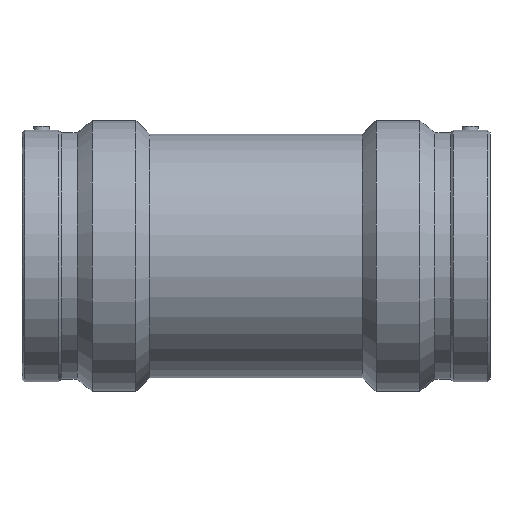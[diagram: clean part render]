
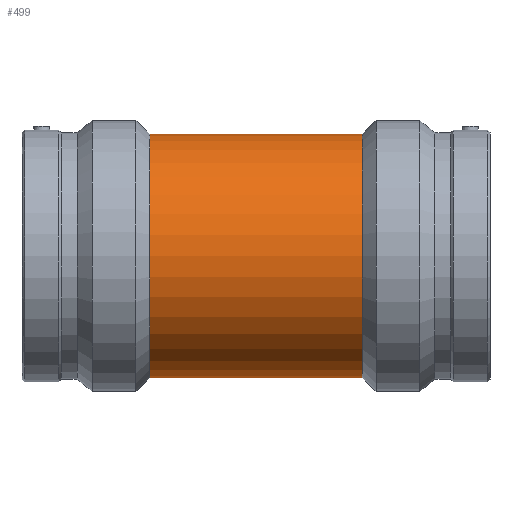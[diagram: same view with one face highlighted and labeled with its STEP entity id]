
A CAD part, top view. The second image highlights one B-rep face of the part: STEP entity #499.
In plain terms, the highlighted cylindrical face has radius 117.45 mm (diameter 234.9 mm), a full revolution.
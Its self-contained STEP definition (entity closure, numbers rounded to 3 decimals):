
#30=B_SPLINE_CURVE_WITH_KNOTS('',3,(#865,#866,#867,#868,#869,#870,#871,
#872,#873,#874,#875,#876,#877,#878,#879,#880,#881,#882,#883,#884,#885,#886,
#887,#888,#889,#890,#891,#892,#893,#894,#895,#896,#897,#898,#899,#900,#901,
#902,#903,#904,#905,#906,#907,#908,#909,#910,#911,#912,#913,#914,#915,#916,
#917,#918,#919,#920,#921,#922,#923,#924,#925,#926,#927,#928,#929,#930),
 .UNSPECIFIED.,.T.,.F.,(4,2,2,2,2,2,2,2,2,2,2,2,2,2,2,2,2,2,2,2,2,2,2,2,
2,2,2,2,2,2,2,2,4),(0.,1.11,2.221,3.331,
4.442,5.55,6.657,7.765,8.873,
9.98,11.088,12.196,13.303,14.414,
15.524,16.635,17.745,18.856,19.966,
21.077,22.187,23.295,24.403,25.51,
26.618,27.726,28.833,29.941,31.049,
32.159,33.27,34.38,35.491),
 .UNSPECIFIED.);
#69=FACE_BOUND('',#187,.T.);
#70=FACE_BOUND('',#188,.T.);
#117=FACE_OUTER_BOUND('',#186,.T.);
#186=EDGE_LOOP('',(#412));
#187=EDGE_LOOP('',(#413));
#188=EDGE_LOOP('',(#414));
#251=CIRCLE('',#568,117.45);
#252=CIRCLE('',#570,117.45);
#276=VERTEX_POINT('',#864);
#297=VERTEX_POINT('',#1058);
#298=VERTEX_POINT('',#1061);
#322=EDGE_CURVE('',#276,#276,#30,.T.);
#343=EDGE_CURVE('',#297,#297,#251,.T.);
#344=EDGE_CURVE('',#298,#298,#252,.T.);
#412=ORIENTED_EDGE('',*,*,#343,.T.);
#413=ORIENTED_EDGE('',*,*,#322,.T.);
#414=ORIENTED_EDGE('',*,*,#344,.F.);
#465=CYLINDRICAL_SURFACE('',#569,117.45);
#499=ADVANCED_FACE('',(#117,#69,#70),#465,.T.);
#568=AXIS2_PLACEMENT_3D('',#1059,#704,#705);
#569=AXIS2_PLACEMENT_3D('',#1060,#706,#707);
#570=AXIS2_PLACEMENT_3D('',#1062,#708,#709);
#704=DIRECTION('center_axis',(1.,0.,0.));
#705=DIRECTION('ref_axis',(0.,0.,-1.));
#706=DIRECTION('center_axis',(1.,0.,0.));
#707=DIRECTION('ref_axis',(0.,1.,0.));
#708=DIRECTION('center_axis',(1.,0.,0.));
#709=DIRECTION('ref_axis',(0.,0.,-1.));
#864=CARTESIAN_POINT('',(0.,-57.75,-102.271));
#865=CARTESIAN_POINT('Ctrl Pts',(0.,-57.75,-102.271));
#866=CARTESIAN_POINT('Ctrl Pts',(3.702,-57.75,-102.271));
#867=CARTESIAN_POINT('Ctrl Pts',(7.503,-57.388,-102.478));
#868=CARTESIAN_POINT('Ctrl Pts',(15.019,-55.894,-103.301));
#869=CARTESIAN_POINT('Ctrl Pts',(18.733,-54.762,-103.915));
#870=CARTESIAN_POINT('Ctrl Pts',(25.821,-51.799,-105.424));
#871=CARTESIAN_POINT('Ctrl Pts',(29.203,-49.965,-106.317));
#872=CARTESIAN_POINT('Ctrl Pts',(35.444,-45.749,-108.198));
#873=CARTESIAN_POINT('Ctrl Pts',(38.304,-43.367,-109.184));
#874=CARTESIAN_POINT('Ctrl Pts',(43.361,-38.31,-111.059));
#875=CARTESIAN_POINT('Ctrl Pts',(45.742,-35.453,-112.018));
#876=CARTESIAN_POINT('Ctrl Pts',(49.96,-29.211,-113.806));
#877=CARTESIAN_POINT('Ctrl Pts',(51.797,-25.825,-114.633));
#878=CARTESIAN_POINT('Ctrl Pts',(54.765,-18.727,-116.004));
#879=CARTESIAN_POINT('Ctrl Pts',(55.897,-15.008,-116.548));
#880=CARTESIAN_POINT('Ctrl Pts',(57.39,-7.491,-117.272));
#881=CARTESIAN_POINT('Ctrl Pts',(57.75,-3.692,-117.45));
#882=CARTESIAN_POINT('Ctrl Pts',(57.75,3.692,-117.45));
#883=CARTESIAN_POINT('Ctrl Pts',(57.39,7.491,-117.272));
#884=CARTESIAN_POINT('Ctrl Pts',(55.897,15.008,-116.548));
#885=CARTESIAN_POINT('Ctrl Pts',(54.765,18.727,-116.004));
#886=CARTESIAN_POINT('Ctrl Pts',(51.797,25.825,-114.633));
#887=CARTESIAN_POINT('Ctrl Pts',(49.96,29.211,-113.806));
#888=CARTESIAN_POINT('Ctrl Pts',(45.742,35.453,-112.018));
#889=CARTESIAN_POINT('Ctrl Pts',(43.361,38.31,-111.059));
#890=CARTESIAN_POINT('Ctrl Pts',(38.304,43.367,-109.184));
#891=CARTESIAN_POINT('Ctrl Pts',(35.444,45.749,-108.198));
#892=CARTESIAN_POINT('Ctrl Pts',(29.203,49.965,-106.317));
#893=CARTESIAN_POINT('Ctrl Pts',(25.821,51.799,-105.424));
#894=CARTESIAN_POINT('Ctrl Pts',(18.733,54.762,-103.915));
#895=CARTESIAN_POINT('Ctrl Pts',(15.019,55.894,-103.301));
#896=CARTESIAN_POINT('Ctrl Pts',(7.503,57.388,-102.478));
#897=CARTESIAN_POINT('Ctrl Pts',(3.702,57.75,-102.271));
#898=CARTESIAN_POINT('Ctrl Pts',(-3.702,57.75,-102.271));
#899=CARTESIAN_POINT('Ctrl Pts',(-7.503,57.388,-102.478));
#900=CARTESIAN_POINT('Ctrl Pts',(-15.019,55.894,-103.301));
#901=CARTESIAN_POINT('Ctrl Pts',(-18.733,54.762,-103.915));
#902=CARTESIAN_POINT('Ctrl Pts',(-25.821,51.799,-105.424));
#903=CARTESIAN_POINT('Ctrl Pts',(-29.203,49.965,-106.317));
#904=CARTESIAN_POINT('Ctrl Pts',(-35.444,45.749,-108.198));
#905=CARTESIAN_POINT('Ctrl Pts',(-38.304,43.367,-109.184));
#906=CARTESIAN_POINT('Ctrl Pts',(-43.361,38.31,-111.059));
#907=CARTESIAN_POINT('Ctrl Pts',(-45.742,35.453,-112.018));
#908=CARTESIAN_POINT('Ctrl Pts',(-49.96,29.211,-113.806));
#909=CARTESIAN_POINT('Ctrl Pts',(-51.797,25.825,-114.633));
#910=CARTESIAN_POINT('Ctrl Pts',(-54.765,18.727,-116.004));
#911=CARTESIAN_POINT('Ctrl Pts',(-55.897,15.008,-116.548));
#912=CARTESIAN_POINT('Ctrl Pts',(-57.39,7.491,-117.272));
#913=CARTESIAN_POINT('Ctrl Pts',(-57.75,3.692,-117.45));
#914=CARTESIAN_POINT('Ctrl Pts',(-57.75,-3.692,-117.45));
#915=CARTESIAN_POINT('Ctrl Pts',(-57.39,-7.491,-117.272));
#916=CARTESIAN_POINT('Ctrl Pts',(-55.897,-15.008,-116.548));
#917=CARTESIAN_POINT('Ctrl Pts',(-54.765,-18.727,-116.004));
#918=CARTESIAN_POINT('Ctrl Pts',(-51.797,-25.825,-114.633));
#919=CARTESIAN_POINT('Ctrl Pts',(-49.96,-29.211,-113.806));
#920=CARTESIAN_POINT('Ctrl Pts',(-45.742,-35.453,-112.018));
#921=CARTESIAN_POINT('Ctrl Pts',(-43.361,-38.31,-111.059));
#922=CARTESIAN_POINT('Ctrl Pts',(-38.304,-43.367,-109.184));
#923=CARTESIAN_POINT('Ctrl Pts',(-35.444,-45.749,-108.198));
#924=CARTESIAN_POINT('Ctrl Pts',(-29.203,-49.965,-106.317));
#925=CARTESIAN_POINT('Ctrl Pts',(-25.821,-51.799,-105.424));
#926=CARTESIAN_POINT('Ctrl Pts',(-18.733,-54.762,-103.915));
#927=CARTESIAN_POINT('Ctrl Pts',(-15.019,-55.894,-103.301));
#928=CARTESIAN_POINT('Ctrl Pts',(-7.503,-57.388,-102.478));
#929=CARTESIAN_POINT('Ctrl Pts',(-3.702,-57.75,-102.271));
#930=CARTESIAN_POINT('Ctrl Pts',(0.,-57.75,-102.271));
#1058=CARTESIAN_POINT('',(-102.603,117.45,0.));
#1059=CARTESIAN_POINT('Origin',(-102.603,0.,0.));
#1060=CARTESIAN_POINT('Origin',(0.,0.,0.));
#1061=CARTESIAN_POINT('',(102.603,117.45,0.));
#1062=CARTESIAN_POINT('Origin',(102.603,0.,0.));
